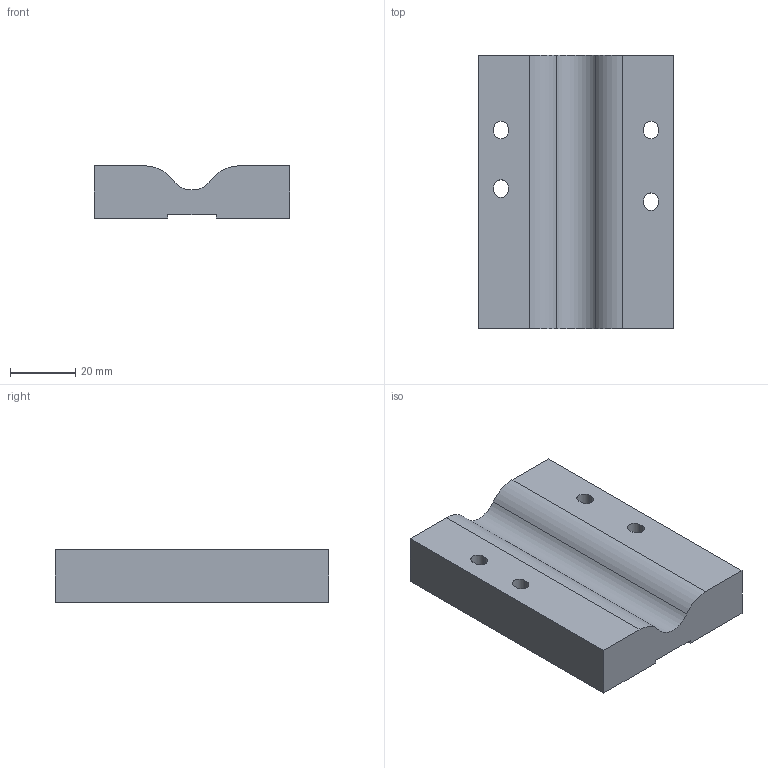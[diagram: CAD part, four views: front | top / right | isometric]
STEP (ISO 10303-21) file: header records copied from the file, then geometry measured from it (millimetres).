
FILE_DESCRIPTION (( 'STEP AP214' ), '1' );
FILE_NAME ('extruder_head_A.STEP', '2026-02-12T12:32:10', ( '' ), ( '' ), 'SwSTEP 2.0', 'SolidWorks 2024', '' );
FILE_SCHEMA (( 'AUTOMOTIVE_DESIGN' ));
Length unit declared in the file: millimetre
Products named in the file (1): extruder_head_A
Bounding box: 60 x 84 x 16 mm (x, y, z)
Volume: 68636.8 mm3; surface area: 16829.6 mm2
Topology: 1 solids, 1 shells, 82 faces, 240 edges, 160 vertices
Faces by surface type: plane 71, cylinder 11
Entity records: 2725 total; most frequent: CARTESIAN_POINT 483, ORIENTED_EDGE 480, DIRECTION 428, EDGE_CURVE 240, VECTOR 218, LINE 218, VERTEX_POINT 160, AXIS2_PLACEMENT_3D 105
